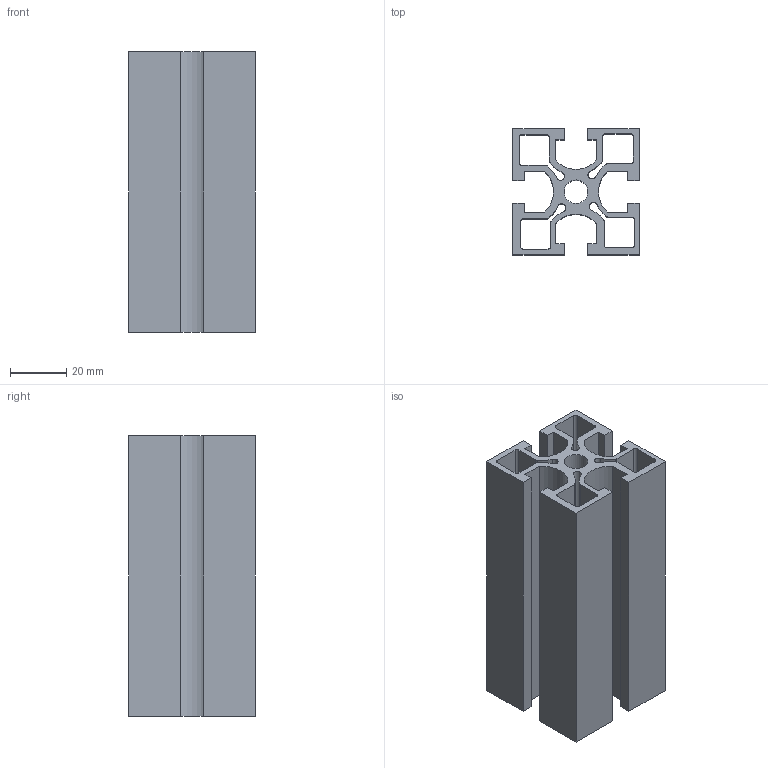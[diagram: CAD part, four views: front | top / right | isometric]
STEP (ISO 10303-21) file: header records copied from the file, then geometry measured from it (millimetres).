
FILE_DESCRIPTION((''),'2;1');
FILE_NAME('AF4545-8.stp','2009-08-29T11:04:24',('Administrator'),(''),'Autodesk Inventor 2008','Autodesk Inventor 2008','');
FILE_SCHEMA(('AUTOMOTIVE_DESIGN { 1 0 10303 214 1 1 1 1 }'));
Length unit declared in the file: millimetre
Products named in the file (1): AF4545-8
Bounding box: 45 x 45 x 100 mm (x, y, z)
Volume: 76278.6 mm3; surface area: 59712.7 mm2
Topology: 1 solids, 1 shells, 87 faces, 255 edges, 170 vertices
Faces by surface type: plane 50, cylinder 37
Full cylindrical faces by diameter (mm): 8.4 x1
Entity records: 2944 total; most frequent: CARTESIAN_POINT 512, ORIENTED_EDGE 508, DIRECTION 504, EDGE_CURVE 254, VECTOR 180, LINE 180, VERTEX_POINT 170, AXIS2_PLACEMENT_3D 162
